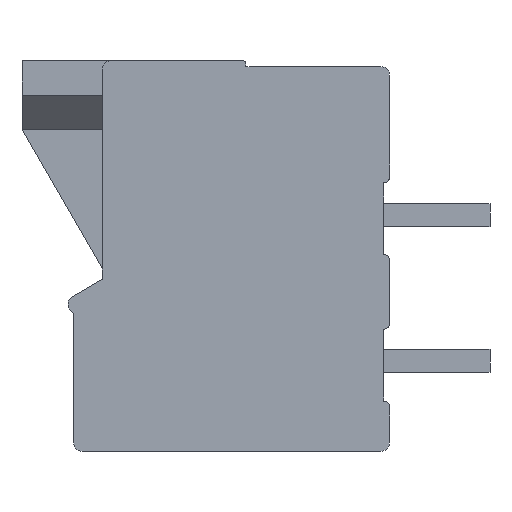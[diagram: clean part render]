
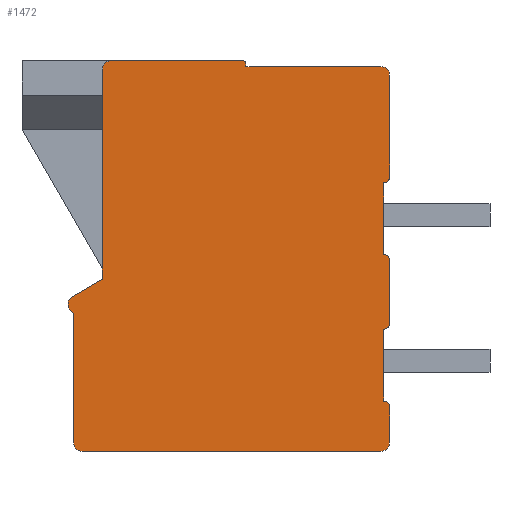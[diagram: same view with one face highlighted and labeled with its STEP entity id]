
A CAD part, left-side view. The second image highlights one B-rep face of the part: STEP entity #1472.
In plain terms, the highlighted planar face has unit normal (-1, 0, 0).
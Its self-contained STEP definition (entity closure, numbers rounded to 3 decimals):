
#42=FACE_OUTER_BOUND('',#121,.T.);
#121=EDGE_LOOP('',(#931,#932,#933,#934,#935,#936,#937,#938,#939,#940,#941,
#942,#943,#944,#945,#946,#947,#948,#949,#950,#951,#952,#953));
#206=LINE('',#2106,#373);
#207=LINE('',#2108,#374);
#208=LINE('',#2112,#375);
#209=LINE('',#2114,#376);
#210=LINE('',#2118,#377);
#211=LINE('',#2122,#378);
#212=LINE('',#2126,#379);
#213=LINE('',#2130,#380);
#214=LINE('',#2134,#381);
#215=LINE('',#2138,#382);
#216=LINE('',#2142,#383);
#217=LINE('',#2144,#384);
#218=LINE('',#2147,#385);
#373=VECTOR('',#1699,7.3);
#374=VECTOR('',#1700,1.219);
#375=VECTOR('',#1703,0.159);
#376=VECTOR('',#1704,4.5);
#377=VECTOR('',#1707,10.4);
#378=VECTOR('',#1710,1.25);
#379=VECTOR('',#1713,2.5);
#380=VECTOR('',#1716,2.2);
#381=VECTOR('',#1719,2.5);
#382=VECTOR('',#1722,3.55);
#383=VECTOR('',#1725,4.7);
#384=VECTOR('',#1726,0.1);
#385=VECTOR('',#1729,4.6);
#540=CIRCLE('',#1575,0.3);
#541=CIRCLE('',#1576,0.3);
#542=CIRCLE('',#1577,0.3);
#543=CIRCLE('',#1578,0.3);
#544=CIRCLE('',#1579,0.2);
#545=CIRCLE('',#1580,0.2);
#546=CIRCLE('',#1581,0.2);
#547=CIRCLE('',#1582,0.2);
#548=CIRCLE('',#1583,0.3);
#549=CIRCLE('',#1584,0.1);
#580=VERTEX_POINT('',#2102);
#581=VERTEX_POINT('',#2103);
#582=VERTEX_POINT('',#2105);
#583=VERTEX_POINT('',#2107);
#584=VERTEX_POINT('',#2109);
#585=VERTEX_POINT('',#2111);
#586=VERTEX_POINT('',#2113);
#587=VERTEX_POINT('',#2115);
#588=VERTEX_POINT('',#2117);
#589=VERTEX_POINT('',#2119);
#590=VERTEX_POINT('',#2121);
#591=VERTEX_POINT('',#2123);
#592=VERTEX_POINT('',#2125);
#593=VERTEX_POINT('',#2127);
#594=VERTEX_POINT('',#2129);
#595=VERTEX_POINT('',#2131);
#596=VERTEX_POINT('',#2133);
#597=VERTEX_POINT('',#2135);
#598=VERTEX_POINT('',#2137);
#599=VERTEX_POINT('',#2139);
#600=VERTEX_POINT('',#2141);
#601=VERTEX_POINT('',#2143);
#602=VERTEX_POINT('',#2145);
#720=EDGE_CURVE('',#580,#581,#540,.T.);
#721=EDGE_CURVE('',#582,#580,#206,.T.);
#722=EDGE_CURVE('',#583,#582,#207,.T.);
#723=EDGE_CURVE('',#584,#583,#541,.T.);
#724=EDGE_CURVE('',#585,#584,#208,.T.);
#725=EDGE_CURVE('',#586,#585,#209,.T.);
#726=EDGE_CURVE('',#587,#586,#542,.T.);
#727=EDGE_CURVE('',#588,#587,#210,.T.);
#728=EDGE_CURVE('',#589,#588,#543,.T.);
#729=EDGE_CURVE('',#590,#589,#211,.T.);
#730=EDGE_CURVE('',#591,#590,#544,.T.);
#731=EDGE_CURVE('',#592,#591,#212,.T.);
#732=EDGE_CURVE('',#593,#592,#545,.T.);
#733=EDGE_CURVE('',#594,#593,#213,.T.);
#734=EDGE_CURVE('',#595,#594,#546,.T.);
#735=EDGE_CURVE('',#596,#595,#214,.T.);
#736=EDGE_CURVE('',#597,#596,#547,.T.);
#737=EDGE_CURVE('',#598,#597,#215,.T.);
#738=EDGE_CURVE('',#599,#598,#548,.T.);
#739=EDGE_CURVE('',#600,#599,#216,.T.);
#740=EDGE_CURVE('',#601,#600,#217,.T.);
#741=EDGE_CURVE('',#602,#601,#549,.T.);
#742=EDGE_CURVE('',#581,#602,#218,.T.);
#931=ORIENTED_EDGE('',*,*,#720,.F.);
#932=ORIENTED_EDGE('',*,*,#721,.F.);
#933=ORIENTED_EDGE('',*,*,#722,.F.);
#934=ORIENTED_EDGE('',*,*,#723,.F.);
#935=ORIENTED_EDGE('',*,*,#724,.F.);
#936=ORIENTED_EDGE('',*,*,#725,.F.);
#937=ORIENTED_EDGE('',*,*,#726,.F.);
#938=ORIENTED_EDGE('',*,*,#727,.F.);
#939=ORIENTED_EDGE('',*,*,#728,.F.);
#940=ORIENTED_EDGE('',*,*,#729,.F.);
#941=ORIENTED_EDGE('',*,*,#730,.F.);
#942=ORIENTED_EDGE('',*,*,#731,.F.);
#943=ORIENTED_EDGE('',*,*,#732,.F.);
#944=ORIENTED_EDGE('',*,*,#733,.F.);
#945=ORIENTED_EDGE('',*,*,#734,.F.);
#946=ORIENTED_EDGE('',*,*,#735,.F.);
#947=ORIENTED_EDGE('',*,*,#736,.F.);
#948=ORIENTED_EDGE('',*,*,#737,.F.);
#949=ORIENTED_EDGE('',*,*,#738,.F.);
#950=ORIENTED_EDGE('',*,*,#739,.F.);
#951=ORIENTED_EDGE('',*,*,#740,.F.);
#952=ORIENTED_EDGE('',*,*,#741,.F.);
#953=ORIENTED_EDGE('',*,*,#742,.F.);
#1353=PLANE('',#1574);
#1472=ADVANCED_FACE('',(#42),#1353,.F.);
#1574=AXIS2_PLACEMENT_3D('',#2101,#1695,#1696);
#1575=AXIS2_PLACEMENT_3D('',#2104,#1697,#1698);
#1576=AXIS2_PLACEMENT_3D('',#2110,#1701,#1702);
#1577=AXIS2_PLACEMENT_3D('',#2116,#1705,#1706);
#1578=AXIS2_PLACEMENT_3D('',#2120,#1708,#1709);
#1579=AXIS2_PLACEMENT_3D('',#2124,#1711,#1712);
#1580=AXIS2_PLACEMENT_3D('',#2128,#1714,#1715);
#1581=AXIS2_PLACEMENT_3D('',#2132,#1717,#1718);
#1582=AXIS2_PLACEMENT_3D('',#2136,#1720,#1721);
#1583=AXIS2_PLACEMENT_3D('',#2140,#1723,#1724);
#1584=AXIS2_PLACEMENT_3D('',#2146,#1727,#1728);
#1695=DIRECTION('center_axis',(1.,0.,0.));
#1696=DIRECTION('ref_axis',(0.,0.,-1.));
#1697=DIRECTION('center_axis',(1.,0.,0.));
#1698=DIRECTION('ref_axis',(0.,1.,0.));
#1699=DIRECTION('',(0.,0.,1.));
#1700=DIRECTION('',(0.,-0.863,0.506));
#1701=DIRECTION('center_axis',(1.,0.,0.));
#1702=DIRECTION('ref_axis',(0.,0.707,-0.707));
#1703=DIRECTION('',(0.,0.707,0.707));
#1704=DIRECTION('',(0.,0.,1.));
#1705=DIRECTION('center_axis',(1.,0.,0.));
#1706=DIRECTION('ref_axis',(0.,0.,-1.));
#1707=DIRECTION('',(0.,1.,0.));
#1708=DIRECTION('center_axis',(1.,0.,0.));
#1709=DIRECTION('ref_axis',(0.,-1.,0.));
#1710=DIRECTION('',(0.,0.,-1.));
#1711=DIRECTION('center_axis',(1.,0.,0.));
#1712=DIRECTION('ref_axis',(0.,0.,1.));
#1713=DIRECTION('',(0.,0.,-1.));
#1714=DIRECTION('center_axis',(1.,0.,0.));
#1715=DIRECTION('ref_axis',(0.,-1.,0.));
#1716=DIRECTION('',(0.,0.,-1.));
#1717=DIRECTION('center_axis',(1.,0.,0.));
#1718=DIRECTION('ref_axis',(0.,0.,1.));
#1719=DIRECTION('',(0.,0.,-1.));
#1720=DIRECTION('center_axis',(1.,0.,0.));
#1721=DIRECTION('ref_axis',(0.,-1.,0.));
#1722=DIRECTION('',(0.,0.,-1.));
#1723=DIRECTION('center_axis',(1.,0.,0.));
#1724=DIRECTION('ref_axis',(0.,0.,1.));
#1725=DIRECTION('',(0.,-1.,0.));
#1726=DIRECTION('',(0.,0.,-1.));
#1727=DIRECTION('center_axis',(1.,0.,0.));
#1728=DIRECTION('ref_axis',(0.,0.,1.));
#1729=DIRECTION('',(0.,-1.,0.));
#2101=CARTESIAN_POINT('Origin',(-4.04,0.,0.));
#2102=CARTESIAN_POINT('',(-4.04,5.,-0.3));
#2103=CARTESIAN_POINT('',(-4.04,4.7,0.));
#2104=CARTESIAN_POINT('Origin',(-4.04,4.7,-0.3));
#2105=CARTESIAN_POINT('',(-4.04,5.,-7.6));
#2106=CARTESIAN_POINT('',(-4.04,5.,-7.6));
#2107=CARTESIAN_POINT('',(-4.04,6.052,-8.217));
#2108=CARTESIAN_POINT('',(-4.04,6.052,-8.217));
#2109=CARTESIAN_POINT('',(-4.04,6.112,-8.688));
#2110=CARTESIAN_POINT('Origin',(-4.04,5.9,-8.476));
#2111=CARTESIAN_POINT('',(-4.04,6.,-8.8));
#2112=CARTESIAN_POINT('',(-4.04,6.,-8.8));
#2113=CARTESIAN_POINT('',(-4.04,6.,-13.3));
#2114=CARTESIAN_POINT('',(-4.04,6.,-13.3));
#2115=CARTESIAN_POINT('',(-4.04,5.7,-13.6));
#2116=CARTESIAN_POINT('Origin',(-4.04,5.7,-13.3));
#2117=CARTESIAN_POINT('',(-4.04,-4.7,-13.6));
#2118=CARTESIAN_POINT('',(-4.04,-4.7,-13.6));
#2119=CARTESIAN_POINT('',(-4.04,-5.,-13.3));
#2120=CARTESIAN_POINT('Origin',(-4.04,-4.7,-13.3));
#2121=CARTESIAN_POINT('',(-4.04,-5.,-12.05));
#2122=CARTESIAN_POINT('',(-4.04,-5.,-12.05));
#2123=CARTESIAN_POINT('',(-4.04,-4.8,-11.85));
#2124=CARTESIAN_POINT('Origin',(-4.04,-4.8,-12.05));
#2125=CARTESIAN_POINT('',(-4.04,-4.8,-9.35));
#2126=CARTESIAN_POINT('',(-4.04,-4.8,-9.35));
#2127=CARTESIAN_POINT('',(-4.04,-5.,-9.15));
#2128=CARTESIAN_POINT('Origin',(-4.04,-4.8,-9.15));
#2129=CARTESIAN_POINT('',(-4.04,-5.,-6.95));
#2130=CARTESIAN_POINT('',(-4.04,-5.,-6.95));
#2131=CARTESIAN_POINT('',(-4.04,-4.8,-6.75));
#2132=CARTESIAN_POINT('Origin',(-4.04,-4.8,-6.95));
#2133=CARTESIAN_POINT('',(-4.04,-4.8,-4.25));
#2134=CARTESIAN_POINT('',(-4.04,-4.8,-4.25));
#2135=CARTESIAN_POINT('',(-4.04,-5.,-4.05));
#2136=CARTESIAN_POINT('Origin',(-4.04,-4.8,-4.05));
#2137=CARTESIAN_POINT('',(-4.04,-5.,-0.5));
#2138=CARTESIAN_POINT('',(-4.04,-5.,-0.5));
#2139=CARTESIAN_POINT('',(-4.04,-4.7,-0.2));
#2140=CARTESIAN_POINT('Origin',(-4.04,-4.7,-0.5));
#2141=CARTESIAN_POINT('',(-4.04,0.,-0.2));
#2142=CARTESIAN_POINT('',(-4.04,0.,-0.2));
#2143=CARTESIAN_POINT('',(-4.04,0.,-0.1));
#2144=CARTESIAN_POINT('',(-4.04,0.,-0.1));
#2145=CARTESIAN_POINT('',(-4.04,0.1,0.));
#2146=CARTESIAN_POINT('Origin',(-4.04,0.1,-0.1));
#2147=CARTESIAN_POINT('',(-4.04,4.7,0.));
